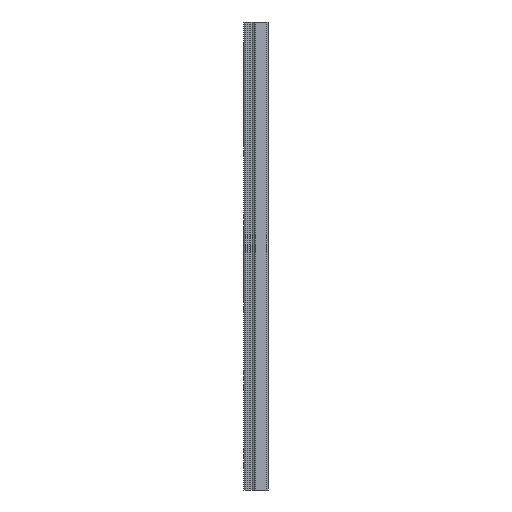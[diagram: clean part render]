
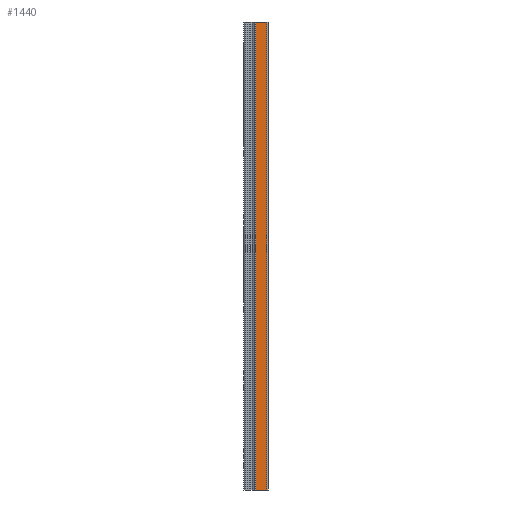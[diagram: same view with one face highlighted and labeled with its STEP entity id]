
A CAD part, left-side view. The second image highlights one B-rep face of the part: STEP entity #1440.
In plain terms, the highlighted planar face has unit normal (-1, 0, 0).
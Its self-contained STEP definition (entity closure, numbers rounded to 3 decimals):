
#28 = EDGE_CURVE ( 'NONE', #2116, #1749, #544, .T. ) ;
#100 = DIRECTION ( 'NONE',  ( 0., -1., 0. ) ) ;
#145 = CARTESIAN_POINT ( 'NONE',  ( -5.982, -5.001, 75. ) ) ;
#263 = LINE ( 'NONE', #1243, #416 ) ;
#311 = CARTESIAN_POINT ( 'NONE',  ( -5.982, -1.37, -75. ) ) ;
#363 = CARTESIAN_POINT ( 'NONE',  ( -5.982, -1.37, 75. ) ) ;
#378 = ORIENTED_EDGE ( 'NONE', *, *, #688, .F. ) ;
#381 = CARTESIAN_POINT ( 'NONE',  ( -5.982, -1.37, 75. ) ) ;
#387 = AXIS2_PLACEMENT_3D ( 'NONE', #381, #2193, #2419 ) ;
#395 = ORIENTED_EDGE ( 'NONE', *, *, #1993, .F. ) ;
#416 = VECTOR ( 'NONE', #100, 1000. ) ;
#532 = DIRECTION ( 'NONE',  ( 0., -1., 0. ) ) ;
#544 = LINE ( 'NONE', #1585, #2084 ) ;
#561 = VECTOR ( 'NONE', #1624, 1000. ) ;
#688 = EDGE_CURVE ( 'NONE', #770, #1387, #1001, .T. ) ;
#770 = VERTEX_POINT ( 'NONE', #145 ) ;
#804 = ORIENTED_EDGE ( 'NONE', *, *, #1376, .T. ) ;
#1001 = LINE ( 'NONE', #1067, #561 ) ;
#1067 = CARTESIAN_POINT ( 'NONE',  ( -5.982, -5.001, 75. ) ) ;
#1121 = CARTESIAN_POINT ( 'NONE',  ( -5.982, -5.001, -75. ) ) ;
#1162 = EDGE_LOOP ( 'NONE', ( #804, #378, #395, #1163 ) ) ;
#1163 = ORIENTED_EDGE ( 'NONE', *, *, #28, .T. ) ;
#1243 = CARTESIAN_POINT ( 'NONE',  ( -5.982, -1.37, 75. ) ) ;
#1376 = EDGE_CURVE ( 'NONE', #1749, #1387, #1734, .T. ) ;
#1387 = VERTEX_POINT ( 'NONE', #1121 ) ;
#1440 = ADVANCED_FACE ( 'NONE', ( #1912 ), #1863, .F. ) ;
#1585 = CARTESIAN_POINT ( 'NONE',  ( -5.982, -1.37, 75. ) ) ;
#1624 = DIRECTION ( 'NONE',  ( 0., 0., -1. ) ) ;
#1734 = LINE ( 'NONE', #311, #2057 ) ;
#1736 = CARTESIAN_POINT ( 'NONE',  ( -5.982, -1.37, -75. ) ) ;
#1749 = VERTEX_POINT ( 'NONE', #1736 ) ;
#1863 = PLANE ( 'NONE',  #387 ) ;
#1912 = FACE_OUTER_BOUND ( 'NONE', #1162, .T. ) ;
#1980 = DIRECTION ( 'NONE',  ( 0., 0., -1. ) ) ;
#1993 = EDGE_CURVE ( 'NONE', #2116, #770, #263, .T. ) ;
#2057 = VECTOR ( 'NONE', #532, 1000. ) ;
#2084 = VECTOR ( 'NONE', #1980, 1000. ) ;
#2116 = VERTEX_POINT ( 'NONE', #363 ) ;
#2193 = DIRECTION ( 'NONE',  ( 1., 0., 0. ) ) ;
#2419 = DIRECTION ( 'NONE',  ( 0., 0., -1. ) ) ;
